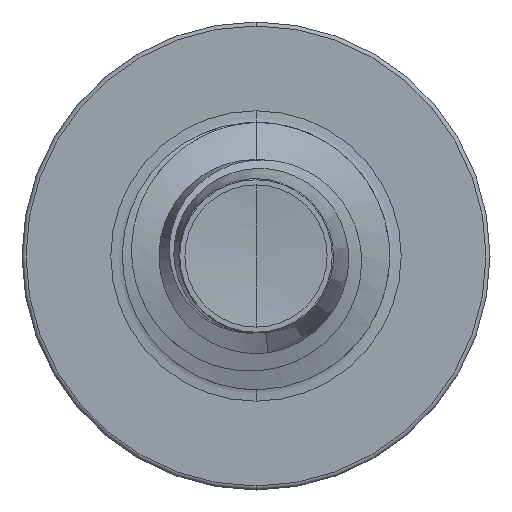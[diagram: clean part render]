
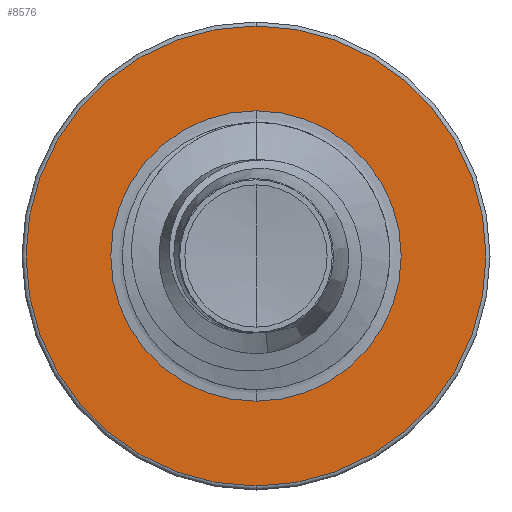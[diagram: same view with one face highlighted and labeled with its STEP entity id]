
A CAD part, front view. The second image highlights one B-rep face of the part: STEP entity #8576.
In plain terms, the highlighted planar face has unit normal (0, -1, 0).
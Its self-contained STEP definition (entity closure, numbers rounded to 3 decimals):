
#356 = CIRCLE ( 'NONE', #3744, 1.086 ) ;
#566 = DIRECTION ( 'NONE',  ( 0., 0., 1. ) ) ;
#584 = DIRECTION ( 'NONE',  ( 0., 1., 0. ) ) ;
#604 = CARTESIAN_POINT ( 'NONE',  ( 0., 2., 0. ) ) ;
#1473 = ORIENTED_EDGE ( 'NONE', *, *, #7580, .F. ) ;
#1537 = CARTESIAN_POINT ( 'NONE',  ( 0., 2., 1.72 ) ) ;
#2424 = FACE_OUTER_BOUND ( 'NONE', #4591, .T. ) ;
#2566 = AXIS2_PLACEMENT_3D ( 'NONE', #8773, #8765, #8763 ) ;
#2935 = AXIS2_PLACEMENT_3D ( 'NONE', #604, #584, #566 ) ;
#3282 = AXIS2_PLACEMENT_3D ( 'NONE', #3782, #3771, #3768 ) ;
#3699 = DIRECTION ( 'NONE',  ( 0., 0., 1. ) ) ;
#3710 = DIRECTION ( 'NONE',  ( 0., 1., 0. ) ) ;
#3725 = CARTESIAN_POINT ( 'NONE',  ( 0., 2., 0. ) ) ;
#3744 = AXIS2_PLACEMENT_3D ( 'NONE', #3725, #3710, #3699 ) ;
#3768 = DIRECTION ( 'NONE',  ( 0., 0., 1. ) ) ;
#3771 = DIRECTION ( 'NONE',  ( 0., 1., 0. ) ) ;
#3782 = CARTESIAN_POINT ( 'NONE',  ( 0., 2., 0. ) ) ;
#4086 = ORIENTED_EDGE ( 'NONE', *, *, #7064, .T. ) ;
#4164 = DIRECTION ( 'NONE',  ( 0., 0., 1. ) ) ;
#4176 = DIRECTION ( 'NONE',  ( 0., 1., 0. ) ) ;
#4188 = PLANE ( 'NONE',  #4445 ) ;
#4219 = CARTESIAN_POINT ( 'NONE',  ( 0., 2., -1.086 ) ) ;
#4445 = AXIS2_PLACEMENT_3D ( 'NONE', #4219, #4176, #4164 ) ;
#4574 = CARTESIAN_POINT ( 'NONE',  ( 0., 2., -1.72 ) ) ;
#4591 = EDGE_LOOP ( 'NONE', ( #8988, #1473 ) ) ;
#4967 = VERTEX_POINT ( 'NONE', #4574 ) ;
#5541 = CIRCLE ( 'NONE', #3282, 1.72 ) ;
#6167 = ORIENTED_EDGE ( 'NONE', *, *, #7796, .T. ) ;
#6600 = VERTEX_POINT ( 'NONE', #7696 ) ;
#7041 = CIRCLE ( 'NONE', #2566, 1.086 ) ;
#7064 = EDGE_CURVE ( 'NONE', #7241, #6600, #356, .T. ) ;
#7241 = VERTEX_POINT ( 'NONE', #7273 ) ;
#7273 = CARTESIAN_POINT ( 'NONE',  ( 0., 2., 1.086 ) ) ;
#7281 = EDGE_LOOP ( 'NONE', ( #4086, #6167 ) ) ;
#7381 = EDGE_CURVE ( 'NONE', #8859, #4967, #5541, .T. ) ;
#7580 = EDGE_CURVE ( 'NONE', #4967, #8859, #7954, .T. ) ;
#7696 = CARTESIAN_POINT ( 'NONE',  ( 0., 2., -1.086 ) ) ;
#7796 = EDGE_CURVE ( 'NONE', #6600, #7241, #7041, .T. ) ;
#7954 = CIRCLE ( 'NONE', #2935, 1.72 ) ;
#8115 = FACE_BOUND ( 'NONE', #7281, .T. ) ;
#8576 = ADVANCED_FACE ( 'NONE', ( #2424, #8115 ), #4188, .F. ) ;
#8763 = DIRECTION ( 'NONE',  ( 0., 0., 1. ) ) ;
#8765 = DIRECTION ( 'NONE',  ( 0., 1., 0. ) ) ;
#8773 = CARTESIAN_POINT ( 'NONE',  ( 0., 2., 0. ) ) ;
#8859 = VERTEX_POINT ( 'NONE', #1537 ) ;
#8988 = ORIENTED_EDGE ( 'NONE', *, *, #7381, .F. ) ;
